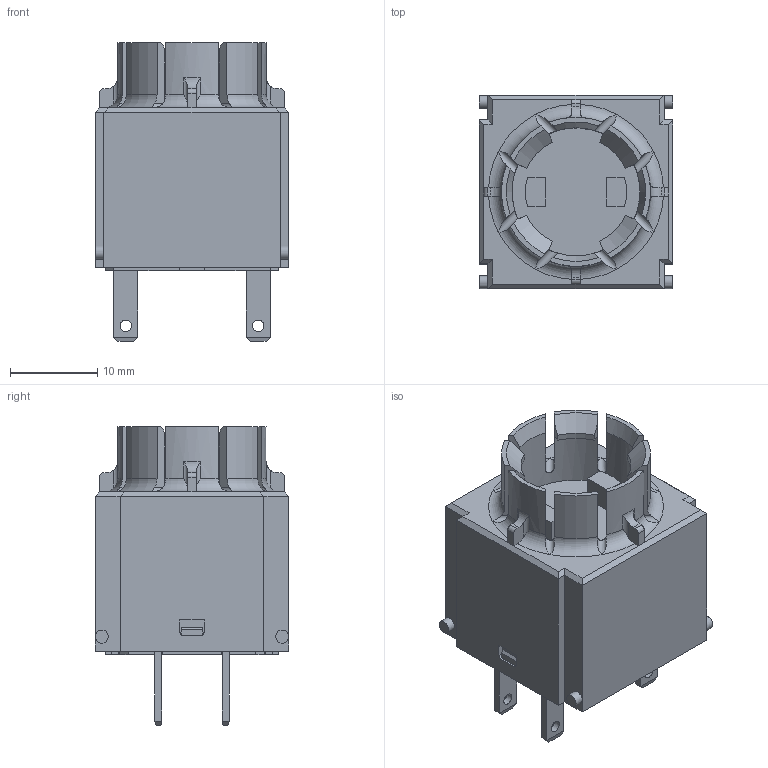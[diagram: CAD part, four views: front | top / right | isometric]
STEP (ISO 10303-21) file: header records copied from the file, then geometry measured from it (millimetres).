
FILE_DESCRIPTION(/* description */ (''),/* implementation_level */ '2;1');
FILE_NAME(/* name */ 'BZII1.stp',/* time_stamp */ '2020-06-05T11:52:10+02:00',/* author */ ('ahoffmann'),/* organization */ (''),/* preprocessor_version */ 'ST-DEVELOPER v17.2',/* originating_system */ 'Autodesk Inventor 2019',/* authorisation */ '');
FILE_SCHEMA (('AUTOMOTIVE_DESIGN { 1 0 10303 214 3 1 1 }'));
Length unit declared in the file: millimetre
Products named in the file (1): BZII
Bounding box: 22.2 x 22.2 x 34.31 mm (x, y, z)
Volume: 9226.2 mm3; surface area: 3838.8 mm2
Topology: 1 solids, 1 shells, 655 faces, 1805 edges, 1183 vertices
Faces by surface type: plane 364, bspline 216, cylinder 47, torus 20, cone 8
Full cylindrical faces by diameter (mm): 1.3 x4, 1.5 x4, 14.7 x1
Entity records: 22251 total; most frequent: CARTESIAN_POINT 7132, ORIENTED_EDGE 3610, DIRECTION 2280, EDGE_CURVE 1805, VERTEX_POINT 1183, LINE 1154, VECTOR 1154, EDGE_LOOP 694
